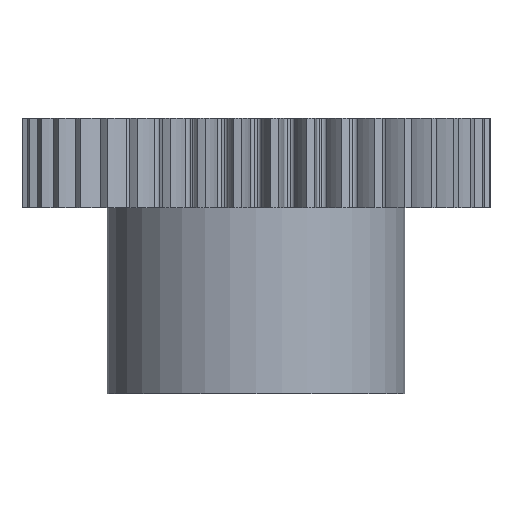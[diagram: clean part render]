
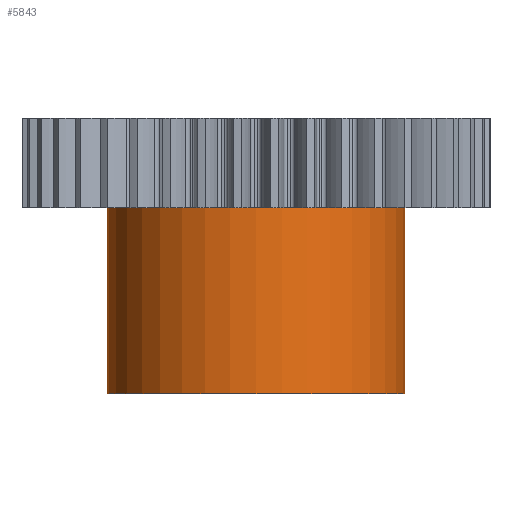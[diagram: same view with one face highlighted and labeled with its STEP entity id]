
A CAD part, front view. The second image highlights one B-rep face of the part: STEP entity #5843.
In plain terms, the highlighted cylindrical face has radius 20 mm (diameter 40 mm), a partial arc.
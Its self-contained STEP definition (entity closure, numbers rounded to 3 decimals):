
#92 = VERTEX_POINT ( 'NONE', #632 ) ;
#94 = EDGE_CURVE ( 'NONE', #101, #119, #630, .T. ) ;
#101 = VERTEX_POINT ( 'NONE', #617 ) ;
#102 = VERTEX_POINT ( 'NONE', #676 ) ;
#105 = EDGE_CURVE ( 'NONE', #92, #102, #668, .T. ) ;
#119 = VERTEX_POINT ( 'NONE', #710 ) ;
#613 = DIRECTION ( 'NONE',  ( 0., 0., 1. ) ) ;
#615 = CARTESIAN_POINT ( 'NONE',  ( -20., 0., -25. ) ) ;
#617 = CARTESIAN_POINT ( 'NONE',  ( 20., 0., -25. ) ) ;
#628 = VECTOR ( 'NONE', #613, 1000. ) ;
#629 = CARTESIAN_POINT ( 'NONE',  ( 20., 0., -25. ) ) ;
#630 = LINE ( 'NONE', #629, #628 ) ;
#632 = CARTESIAN_POINT ( 'NONE',  ( -20., 0., -25. ) ) ;
#661 = DIRECTION ( 'NONE',  ( 0., 0., 1. ) ) ;
#662 = VECTOR ( 'NONE', #661, 1000. ) ;
#668 = LINE ( 'NONE', #615, #662 ) ;
#676 = CARTESIAN_POINT ( 'NONE',  ( -20., 0., 0. ) ) ;
#710 = CARTESIAN_POINT ( 'NONE',  ( 20., 0., 0. ) ) ;
#1810 = CARTESIAN_POINT ( 'NONE',  ( 0., 0., 0. ) ) ;
#1862 = DIRECTION ( 'NONE',  ( 1., 0., 0. ) ) ;
#1878 = AXIS2_PLACEMENT_3D ( 'NONE', #1810, #1893, #1862 ) ;
#1893 = DIRECTION ( 'NONE',  ( 0., 0., 1. ) ) ;
#1897 = CIRCLE ( 'NONE', #1878, 20. ) ;
#3391 = CIRCLE ( 'NONE', #3489, 20. ) ;
#3407 = AXIS2_PLACEMENT_3D ( 'NONE', #3472, #3481, #3475 ) ;
#3472 = CARTESIAN_POINT ( 'NONE',  ( 0., 0., -25. ) ) ;
#3473 = FACE_OUTER_BOUND ( 'NONE', #5784, .T. ) ;
#3475 = DIRECTION ( 'NONE',  ( 1., 0., 0. ) ) ;
#3481 = DIRECTION ( 'NONE',  ( 0., 0., 1. ) ) ;
#3484 = DIRECTION ( 'NONE',  ( 1., 0., 0. ) ) ;
#3485 = DIRECTION ( 'NONE',  ( 0., 0., 1. ) ) ;
#3487 = CARTESIAN_POINT ( 'NONE',  ( 0., 0., -25. ) ) ;
#3489 = AXIS2_PLACEMENT_3D ( 'NONE', #3487, #3485, #3484 ) ;
#3505 = CYLINDRICAL_SURFACE ( 'NONE', #3407, 20. ) ;
#5784 = EDGE_LOOP ( 'NONE', ( #5842, #5830, #5827, #5819 ) ) ;
#5819 = ORIENTED_EDGE ( 'NONE', *, *, #7524, .F. ) ;
#5827 = ORIENTED_EDGE ( 'NONE', *, *, #94, .T. ) ;
#5830 = ORIENTED_EDGE ( 'NONE', *, *, #5836, .T. ) ;
#5836 = EDGE_CURVE ( 'NONE', #92, #101, #3391, .T. ) ;
#5842 = ORIENTED_EDGE ( 'NONE', *, *, #105, .F. ) ;
#5843 = ADVANCED_FACE ( 'NONE', ( #3473 ), #3505, .T. ) ;
#7524 = EDGE_CURVE ( 'NONE', #102, #119, #1897, .T. ) ;
